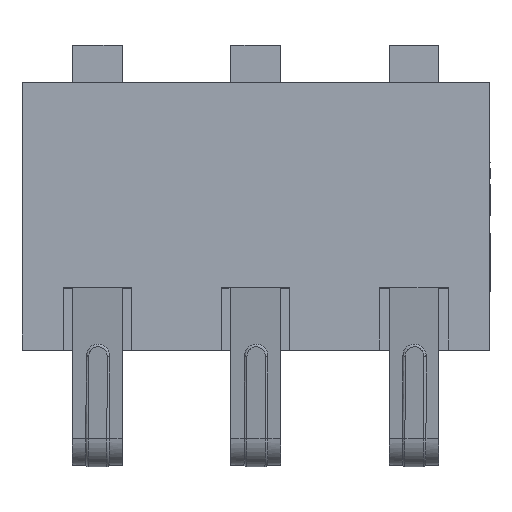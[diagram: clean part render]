
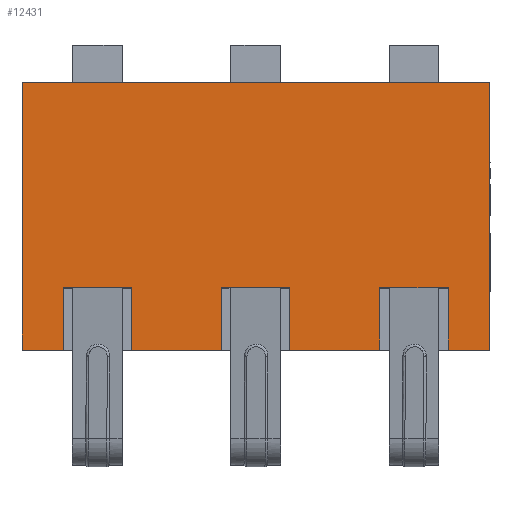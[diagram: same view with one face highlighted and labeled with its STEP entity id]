
A CAD part, top view. The second image highlights one B-rep face of the part: STEP entity #12431.
In plain terms, the highlighted planar face has unit normal (0, 0, 1).
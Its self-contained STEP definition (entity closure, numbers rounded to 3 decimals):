
#67 = VERTEX_POINT ( 'NONE', #11380 ) ;
#207 = VERTEX_POINT ( 'NONE', #17797 ) ;
#323 = CARTESIAN_POINT ( 'NONE',  ( -3.75, 2.15, 5.4 ) ) ;
#331 = VERTEX_POINT ( 'NONE', #11742 ) ;
#375 = CARTESIAN_POINT ( 'NONE',  ( 3.09, 0., 5.4 ) ) ;
#456 = AXIS2_PLACEMENT_3D ( 'NONE', #11827, #7205, #19873 ) ;
#656 = EDGE_CURVE ( 'NONE', #7990, #13221, #9276, .T. ) ;
#772 = ORIENTED_EDGE ( 'NONE', *, *, #1009, .F. ) ;
#1009 = EDGE_CURVE ( 'NONE', #10415, #67, #19499, .T. ) ;
#1228 = CARTESIAN_POINT ( 'NONE',  ( 0., -1.15, 5.4 ) ) ;
#1616 = DIRECTION ( 'NONE',  ( 1., 0., 0. ) ) ;
#2083 = DIRECTION ( 'NONE',  ( -1., 0., 0. ) ) ;
#2130 = LINE ( 'NONE', #2256, #15875 ) ;
#2235 = LINE ( 'NONE', #8645, #5911 ) ;
#2256 = CARTESIAN_POINT ( 'NONE',  ( 0.55, 0., 5.4 ) ) ;
#2490 = EDGE_CURVE ( 'NONE', #16120, #331, #20623, .T. ) ;
#2541 = VECTOR ( 'NONE', #2083, 1000. ) ;
#2548 = VERTEX_POINT ( 'NONE', #16893 ) ;
#2855 = DIRECTION ( 'NONE',  ( 0., 1., 0. ) ) ;
#2862 = CARTESIAN_POINT ( 'NONE',  ( -3.75, -2.15, 5.4 ) ) ;
#2961 = DIRECTION ( 'NONE',  ( 1., 0., 0. ) ) ;
#3236 = ORIENTED_EDGE ( 'NONE', *, *, #11471, .F. ) ;
#3288 = ORIENTED_EDGE ( 'NONE', *, *, #9003, .F. ) ;
#3325 = CARTESIAN_POINT ( 'NONE',  ( 0.55, -2.15, 5.4 ) ) ;
#3508 = VECTOR ( 'NONE', #19121, 1000. ) ;
#3568 = EDGE_CURVE ( 'NONE', #20887, #7990, #14754, .T. ) ;
#3740 = EDGE_CURVE ( 'NONE', #12083, #11373, #10412, .T. ) ;
#3814 = ORIENTED_EDGE ( 'NONE', *, *, #3568, .T. ) ;
#4122 = EDGE_CURVE ( 'NONE', #207, #67, #19160, .T. ) ;
#4436 = ORIENTED_EDGE ( 'NONE', *, *, #9364, .T. ) ;
#4658 = ORIENTED_EDGE ( 'NONE', *, *, #656, .T. ) ;
#4841 = DIRECTION ( 'NONE',  ( 0., 1., 0. ) ) ;
#4859 = CARTESIAN_POINT ( 'NONE',  ( -3.09, 0., 5.4 ) ) ;
#5207 = VECTOR ( 'NONE', #1616, 1000. ) ;
#5229 = VECTOR ( 'NONE', #4841, 1000. ) ;
#5376 = CARTESIAN_POINT ( 'NONE',  ( -3.75, 2.15, 5.4 ) ) ;
#5538 = DIRECTION ( 'NONE',  ( 0., 1., 0. ) ) ;
#5911 = VECTOR ( 'NONE', #15390, 1000. ) ;
#5979 = VECTOR ( 'NONE', #14411, 1000. ) ;
#6030 = ORIENTED_EDGE ( 'NONE', *, *, #2490, .T. ) ;
#6198 = CARTESIAN_POINT ( 'NONE',  ( 3.09, -2.15, 5.4 ) ) ;
#6779 = DIRECTION ( 'NONE',  ( 0., -1., 0. ) ) ;
#6908 = VECTOR ( 'NONE', #2855, 1000. ) ;
#7052 = CARTESIAN_POINT ( 'NONE',  ( 1.99, 0., 5.4 ) ) ;
#7205 = DIRECTION ( 'NONE',  ( 0., 0., 1. ) ) ;
#7320 = CARTESIAN_POINT ( 'NONE',  ( -3.09, -2.15, 5.4 ) ) ;
#7441 = CARTESIAN_POINT ( 'NONE',  ( -3.09, -1.15, 5.4 ) ) ;
#7560 = ORIENTED_EDGE ( 'NONE', *, *, #4122, .T. ) ;
#7613 = CARTESIAN_POINT ( 'NONE',  ( 3.75, -2.15, 5.4 ) ) ;
#7643 = DIRECTION ( 'NONE',  ( 1., 0., 0. ) ) ;
#7669 = DIRECTION ( 'NONE',  ( 1., 0., 0. ) ) ;
#7974 = LINE ( 'NONE', #4859, #5979 ) ;
#7990 = VERTEX_POINT ( 'NONE', #18496 ) ;
#7991 = CARTESIAN_POINT ( 'NONE',  ( -0.55, 0., 5.4 ) ) ;
#8037 = ORIENTED_EDGE ( 'NONE', *, *, #15432, .T. ) ;
#8235 = VECTOR ( 'NONE', #12111, 1000. ) ;
#8605 = LINE ( 'NONE', #7052, #20470 ) ;
#8645 = CARTESIAN_POINT ( 'NONE',  ( -3.75, -2.15, 5.4 ) ) ;
#9003 = EDGE_CURVE ( 'NONE', #12083, #9252, #12642, .T. ) ;
#9133 = EDGE_CURVE ( 'NONE', #16364, #2548, #13693, .T. ) ;
#9172 = CARTESIAN_POINT ( 'NONE',  ( -3.75, -2.15, 5.4 ) ) ;
#9252 = VERTEX_POINT ( 'NONE', #12934 ) ;
#9276 = LINE ( 'NONE', #2862, #20669 ) ;
#9320 = ORIENTED_EDGE ( 'NONE', *, *, #10070, .F. ) ;
#9364 = EDGE_CURVE ( 'NONE', #2548, #20887, #10286, .T. ) ;
#9475 = ORIENTED_EDGE ( 'NONE', *, *, #3740, .T. ) ;
#9800 = CARTESIAN_POINT ( 'NONE',  ( 0.55, -1.15, 5.4 ) ) ;
#9811 = ORIENTED_EDGE ( 'NONE', *, *, #13497, .T. ) ;
#10070 = EDGE_CURVE ( 'NONE', #16120, #13221, #7974, .T. ) ;
#10286 = LINE ( 'NONE', #5376, #2541 ) ;
#10412 = LINE ( 'NONE', #15557, #17708 ) ;
#10415 = VERTEX_POINT ( 'NONE', #6198 ) ;
#10471 = VERTEX_POINT ( 'NONE', #3325 ) ;
#10642 = VECTOR ( 'NONE', #14372, 1000. ) ;
#10661 = VERTEX_POINT ( 'NONE', #20414 ) ;
#11109 = ORIENTED_EDGE ( 'NONE', *, *, #9133, .T. ) ;
#11373 = VERTEX_POINT ( 'NONE', #9800 ) ;
#11380 = CARTESIAN_POINT ( 'NONE',  ( 3.09, -1.15, 5.4 ) ) ;
#11471 = EDGE_CURVE ( 'NONE', #10471, #11373, #2130, .T. ) ;
#11567 = VECTOR ( 'NONE', #6779, 1000. ) ;
#11742 = CARTESIAN_POINT ( 'NONE',  ( -1.99, -1.15, 5.4 ) ) ;
#11827 = CARTESIAN_POINT ( 'NONE',  ( 0., 0., 5.4 ) ) ;
#12083 = VERTEX_POINT ( 'NONE', #18744 ) ;
#12111 = DIRECTION ( 'NONE',  ( 0., 1., 0. ) ) ;
#12431 = ADVANCED_FACE ( 'NONE', ( #18606 ), #20195, .T. ) ;
#12541 = LINE ( 'NONE', #17625, #6908 ) ;
#12574 = EDGE_CURVE ( 'NONE', #10415, #16364, #17740, .T. ) ;
#12642 = LINE ( 'NONE', #7991, #3508 ) ;
#12799 = CARTESIAN_POINT ( 'NONE',  ( 0., -1.15, 5.4 ) ) ;
#12934 = CARTESIAN_POINT ( 'NONE',  ( -0.55, -2.15, 5.4 ) ) ;
#13221 = VERTEX_POINT ( 'NONE', #7320 ) ;
#13497 = EDGE_CURVE ( 'NONE', #15869, #9252, #2235, .T. ) ;
#13691 = ORIENTED_EDGE ( 'NONE', *, *, #12574, .T. ) ;
#13693 = LINE ( 'NONE', #17292, #8235 ) ;
#14372 = DIRECTION ( 'NONE',  ( 1., 0., 0. ) ) ;
#14411 = DIRECTION ( 'NONE',  ( 0., -1., 0. ) ) ;
#14754 = LINE ( 'NONE', #323, #11567 ) ;
#14971 = ORIENTED_EDGE ( 'NONE', *, *, #17777, .F. ) ;
#15353 = CARTESIAN_POINT ( 'NONE',  ( -3.75, 2.15, 5.4 ) ) ;
#15390 = DIRECTION ( 'NONE',  ( 1., 0., 0. ) ) ;
#15412 = DIRECTION ( 'NONE',  ( 1., 0., 0. ) ) ;
#15432 = EDGE_CURVE ( 'NONE', #10471, #10661, #17627, .T. ) ;
#15557 = CARTESIAN_POINT ( 'NONE',  ( 0., -1.15, 5.4 ) ) ;
#15869 = VERTEX_POINT ( 'NONE', #19281 ) ;
#15875 = VECTOR ( 'NONE', #5538, 1000. ) ;
#16120 = VERTEX_POINT ( 'NONE', #7441 ) ;
#16237 = CARTESIAN_POINT ( 'NONE',  ( -3.75, -2.15, 5.4 ) ) ;
#16364 = VERTEX_POINT ( 'NONE', #7613 ) ;
#16700 = EDGE_CURVE ( 'NONE', #15869, #331, #12541, .T. ) ;
#16893 = CARTESIAN_POINT ( 'NONE',  ( 3.75, 2.15, 5.4 ) ) ;
#17292 = CARTESIAN_POINT ( 'NONE',  ( 3.75, 2.15, 5.4 ) ) ;
#17625 = CARTESIAN_POINT ( 'NONE',  ( -1.99, 0., 5.4 ) ) ;
#17627 = LINE ( 'NONE', #9172, #18653 ) ;
#17708 = VECTOR ( 'NONE', #7669, 1000. ) ;
#17740 = LINE ( 'NONE', #16237, #5207 ) ;
#17777 = EDGE_CURVE ( 'NONE', #207, #10661, #8605, .T. ) ;
#17797 = CARTESIAN_POINT ( 'NONE',  ( 1.99, -1.15, 5.4 ) ) ;
#18496 = CARTESIAN_POINT ( 'NONE',  ( -3.75, -2.15, 5.4 ) ) ;
#18606 = FACE_OUTER_BOUND ( 'NONE', #19435, .T. ) ;
#18653 = VECTOR ( 'NONE', #2961, 1000. ) ;
#18744 = CARTESIAN_POINT ( 'NONE',  ( -0.55, -1.15, 5.4 ) ) ;
#19121 = DIRECTION ( 'NONE',  ( 0., -1., 0. ) ) ;
#19160 = LINE ( 'NONE', #12799, #10642 ) ;
#19281 = CARTESIAN_POINT ( 'NONE',  ( -1.99, -2.15, 5.4 ) ) ;
#19435 = EDGE_LOOP ( 'NONE', ( #14971, #7560, #772, #13691, #11109, #4436, #3814, #4658, #9320, #6030, #20684, #9811, #3288, #9475, #3236, #8037 ) ) ;
#19499 = LINE ( 'NONE', #375, #5229 ) ;
#19817 = DIRECTION ( 'NONE',  ( 0., -1., 0. ) ) ;
#19873 = DIRECTION ( 'NONE',  ( 1., 0., 0. ) ) ;
#20195 = PLANE ( 'NONE',  #456 ) ;
#20283 = VECTOR ( 'NONE', #7643, 1000. ) ;
#20414 = CARTESIAN_POINT ( 'NONE',  ( 1.99, -2.15, 5.4 ) ) ;
#20470 = VECTOR ( 'NONE', #19817, 1000. ) ;
#20623 = LINE ( 'NONE', #1228, #20283 ) ;
#20669 = VECTOR ( 'NONE', #15412, 1000. ) ;
#20684 = ORIENTED_EDGE ( 'NONE', *, *, #16700, .F. ) ;
#20887 = VERTEX_POINT ( 'NONE', #15353 ) ;
